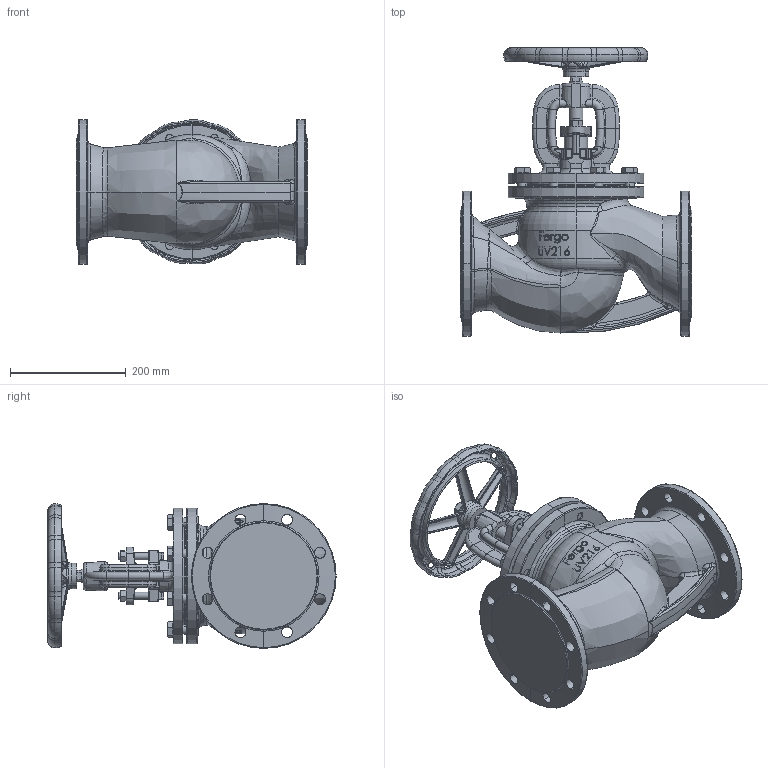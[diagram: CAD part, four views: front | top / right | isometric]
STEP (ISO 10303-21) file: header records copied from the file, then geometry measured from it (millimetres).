
FILE_DESCRIPTION (( 'STEP AP214' ), '1' );
FILE_NAME ('UV216-DN125-PN25-Absperrventil-Handhebel-Fergo.STEP', '2022-11-02T09:29:19', ( '' ), ( '' ), 'SwSTEP 2.0', 'SolidWorks 2022', '' );
FILE_SCHEMA (( 'AUTOMOTIVE_DESIGN' ));
Products named in the file (1): UV216-DN125-PN25-Absperrventil-Handhebel-Fergo
Bounding box: 400 x 497.79 x 250 mm (x, y, z)
Surface area: 736154.8 mm2 (no closed solid volume)
Topology: 0 solids, 3 shells, 1481 faces, 4080 edges, 2559 vertices
Faces by surface type: bspline 377, cylinder 368, plane 276, torus 237, cone 201, sphere 22
Entity records: 142729 total; most frequent: CARTESIAN_POINT 109536, ORIENTED_EDGE 8070, DIRECTION 5396, EDGE_CURVE 4039, VERTEX_POINT 2559, AXIS2_PLACEMENT_3D 2296, B_SPLINE_CURVE_WITH_KNOTS 1940, EDGE_LOOP 1582
